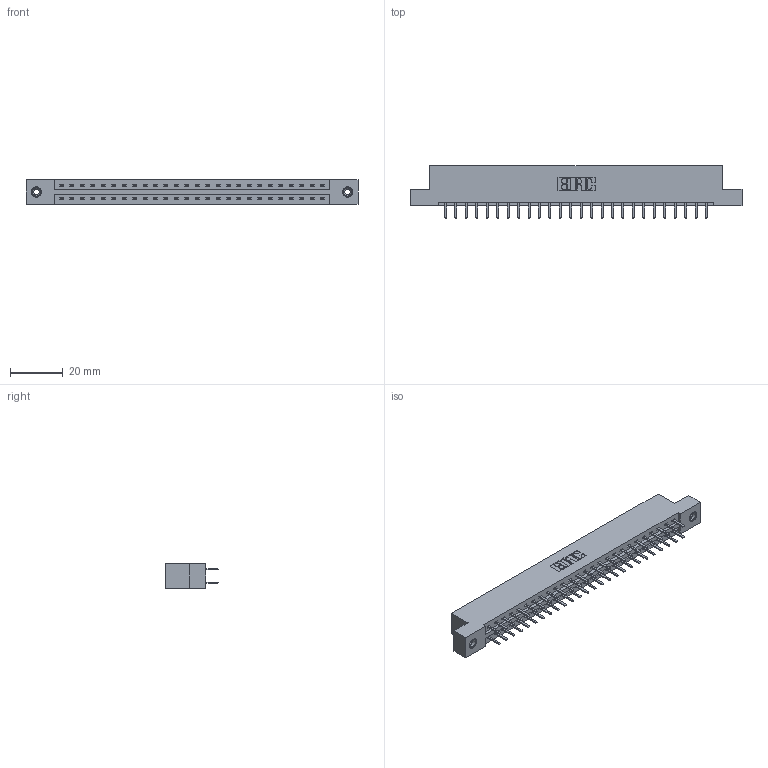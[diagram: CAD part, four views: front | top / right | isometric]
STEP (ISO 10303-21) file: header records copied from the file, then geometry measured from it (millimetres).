
FILE_DESCRIPTION (( 'STEP AP203' ), '1' );
FILE_NAME ('387-052-520-208.STEP', '2018-09-20T09:38:24', ( '' ), ( '' ), 'SwSTEP 2.0', 'SolidWorks 2016', '' );
FILE_SCHEMA (( 'CONFIG_CONTROL_DESIGN' ));
Length unit declared in the file: inch
Products named in the file (4): 345-250-001_345-250-003-102; 387-052-520-208; 337 Part_Flush Mounting Lugs - 0.156 Dia-TI; 345-292-001_345-293-120
Assembly tree (55 placements, depth 2):
  387-052-520-208
    337 Part_Flush Mounting Lugs - 0.156 Dia-TI
    345-292-001_345-293-120  x52
    345-250-001_345-250-003-102  x2
Bounding box: 126.03 x 20.02 x 9.4 mm (x, y, z)
Volume: 13040.2 mm3; surface area: 14545.3 mm2
Topology: 55 solids, 55 shells, 3190 faces, 9235 edges, 6010 vertices
Faces by surface type: plane 2182, cylinder 992, cone 12, torus 4
Entity records: 23528 total; most frequent: CARTESIAN_POINT 3969, ORIENTED_EDGE 3886, DIRECTION 3425, EDGE_CURVE 1943, VECTOR 1791, LINE 1791, VERTEX_POINT 1288, AXIS2_PLACEMENT_3D 817
